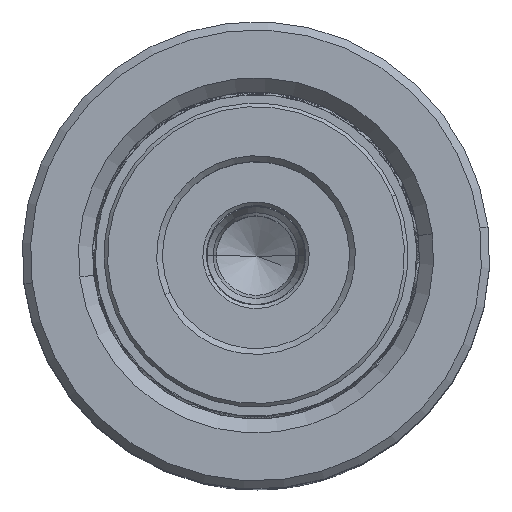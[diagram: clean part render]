
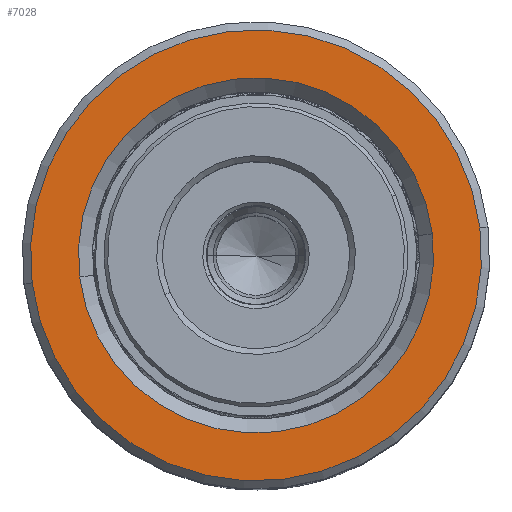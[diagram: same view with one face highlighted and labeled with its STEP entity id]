
A CAD part, top view. The second image highlights one B-rep face of the part: STEP entity #7028.
In plain terms, the highlighted planar face has unit normal (0, 0, 1).
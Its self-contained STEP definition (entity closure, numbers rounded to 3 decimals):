
#106 = CIRCLE ( 'NONE', #22478, 15.2 ) ;
#220 = EDGE_LOOP ( 'NONE', ( #29182, #11623 ) ) ;
#507 = DIRECTION ( 'NONE',  ( 1., 0., 0. ) ) ;
#2714 = DIRECTION ( 'NONE',  ( 0., 0., 1. ) ) ;
#5073 = EDGE_CURVE ( 'NONE', #38940, #9600, #17166, .T. ) ;
#5309 = DIRECTION ( 'NONE',  ( 0., 0., -1. ) ) ;
#7028 = ADVANCED_FACE ( 'NONE', ( #24242, #33479 ), #36478, .T. ) ;
#7120 = DIRECTION ( 'NONE',  ( 1., 0., 0. ) ) ;
#8325 = CARTESIAN_POINT ( 'NONE',  ( 15.2, 0., 50. ) ) ;
#8633 = DIRECTION ( 'NONE',  ( 1., 0., 0. ) ) ;
#9423 = EDGE_CURVE ( 'NONE', #32944, #17766, #18551, .T. ) ;
#9600 = VERTEX_POINT ( 'NONE', #13661 ) ;
#9814 = DIRECTION ( 'NONE',  ( 0., 0., 1. ) ) ;
#10139 = CARTESIAN_POINT ( 'NONE',  ( 0., 0., 50. ) ) ;
#11267 = ORIENTED_EDGE ( 'NONE', *, *, #39086, .T. ) ;
#11623 = ORIENTED_EDGE ( 'NONE', *, *, #35170, .T. ) ;
#12618 = CARTESIAN_POINT ( 'NONE',  ( 0., 0., 50. ) ) ;
#13661 = CARTESIAN_POINT ( 'NONE',  ( -15.2, 0., 50. ) ) ;
#17166 = CIRCLE ( 'NONE', #38289, 15.2 ) ;
#17766 = VERTEX_POINT ( 'NONE', #33666 ) ;
#18551 = CIRCLE ( 'NONE', #34534, 19.3 ) ;
#19498 = CARTESIAN_POINT ( 'NONE',  ( -19.3, 0., 50. ) ) ;
#20402 = EDGE_LOOP ( 'NONE', ( #32320, #11267 ) ) ;
#22478 = AXIS2_PLACEMENT_3D ( 'NONE', #32775, #5309, #38968 ) ;
#22943 = AXIS2_PLACEMENT_3D ( 'NONE', #33278, #36080, #8633 ) ;
#24242 = FACE_OUTER_BOUND ( 'NONE', #220, .T. ) ;
#29182 = ORIENTED_EDGE ( 'NONE', *, *, #9423, .T. ) ;
#29468 = CARTESIAN_POINT ( 'NONE',  ( 0., 0., 50. ) ) ;
#31467 = DIRECTION ( 'NONE',  ( 1., 0., 0. ) ) ;
#32065 = CIRCLE ( 'NONE', #33967, 19.3 ) ;
#32320 = ORIENTED_EDGE ( 'NONE', *, *, #5073, .T. ) ;
#32775 = CARTESIAN_POINT ( 'NONE',  ( 0., 0., 50. ) ) ;
#32944 = VERTEX_POINT ( 'NONE', #19498 ) ;
#33278 = CARTESIAN_POINT ( 'NONE',  ( 0., 0., 50. ) ) ;
#33479 = FACE_BOUND ( 'NONE', #20402, .T. ) ;
#33666 = CARTESIAN_POINT ( 'NONE',  ( 19.3, 0., 50. ) ) ;
#33967 = AXIS2_PLACEMENT_3D ( 'NONE', #12618, #9814, #31467 ) ;
#34534 = AXIS2_PLACEMENT_3D ( 'NONE', #29468, #2714, #507 ) ;
#34558 = DIRECTION ( 'NONE',  ( 0., 0., -1. ) ) ;
#35170 = EDGE_CURVE ( 'NONE', #17766, #32944, #32065, .T. ) ;
#36080 = DIRECTION ( 'NONE',  ( 0., 0., 1. ) ) ;
#36478 = PLANE ( 'NONE',  #22943 ) ;
#38289 = AXIS2_PLACEMENT_3D ( 'NONE', #10139, #34558, #7120 ) ;
#38940 = VERTEX_POINT ( 'NONE', #8325 ) ;
#38968 = DIRECTION ( 'NONE',  ( 1., 0., 0. ) ) ;
#39086 = EDGE_CURVE ( 'NONE', #9600, #38940, #106, .T. ) ;
